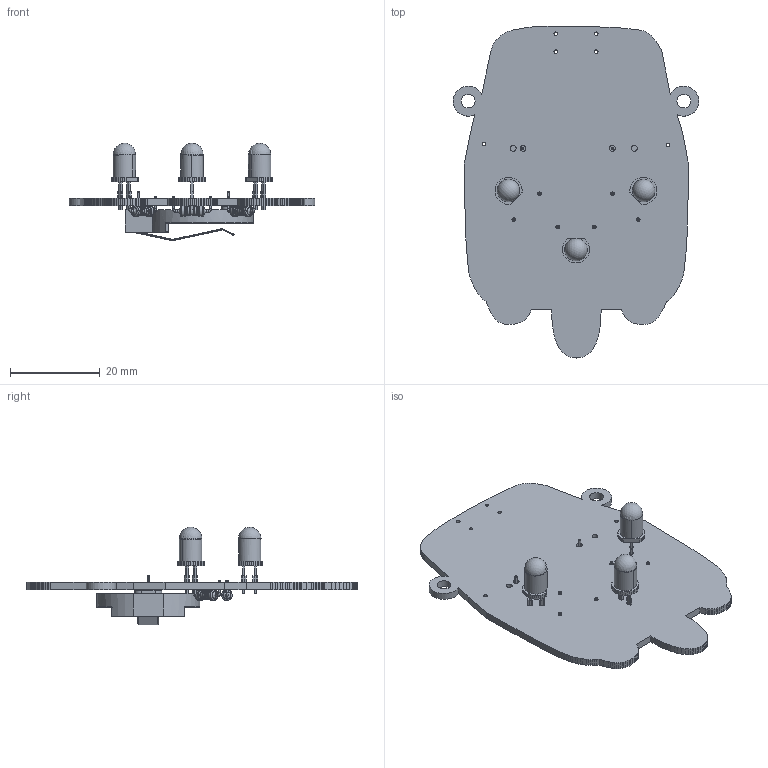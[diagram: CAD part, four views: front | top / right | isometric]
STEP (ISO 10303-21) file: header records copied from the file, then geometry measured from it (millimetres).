
FILE_DESCRIPTION(('FreeCAD Model'),'2;1');
FILE_NAME('makerauto.step', '2016-08-14T00:56:00',('Author'),(''), 'Open CASCADE STEP processor 6.8','FreeCAD','Unknown');
FILE_SCHEMA(('AUTOMOTIVE_DESIGN_CC2 { 1 2 10303 214 -1 1 5 4 }'));
Length unit declared in the file: millimetre
Products named in the file (9): ASSEMBLY; Pcb; BATTERY_HOLDER_CR2033_; Fusion_; Fusion_001; Fusion_002; Clone_of_User_Library-Res40-Axial_Short_0.25W-10R_; Clone_of_User_Library-Res40-Axial_Short_0.25W-10R_001; Clone_of_User_Library-Res40-Axial_Short_0.25W-10R_002
Assembly tree (8 placements, depth 2):
  ASSEMBLY
    Pcb
    BATTERY_HOLDER_CR2033_
    Fusion_
    Fusion_001
    Fusion_002
    Clone_of_User_Library-Res40-Axial_Short_0.25W-10R_
    Clone_of_User_Library-Res40-Axial_Short_0.25W-10R_001
    Clone_of_User_Library-Res40-Axial_Short_0.25W-10R_002
Bounding box: 54.7 x 73.93 x 21.7 mm (x, y, z)
Volume: 5988.8 mm3; surface area: 9131.5 mm2
Topology: 8 solids, 8 shells, 747 faces, 1873 edges, 1158 vertices
Faces by surface type: plane 475, bspline 190, cylinder 74, sphere 6, revolution 2
Full cylindrical faces by diameter (mm): 0.8 x18, 1.3 x4, 3.048 x2
Entity records: 61001 total; most frequent: CARTESIAN_POINT 22936, DIRECTION 5313, LINE 3872, VECTOR 3872, ORIENTED_EDGE 3722, PCURVE 3722, DEFINITIONAL_REPRESENTATION 3722, EDGE_CURVE 1861
